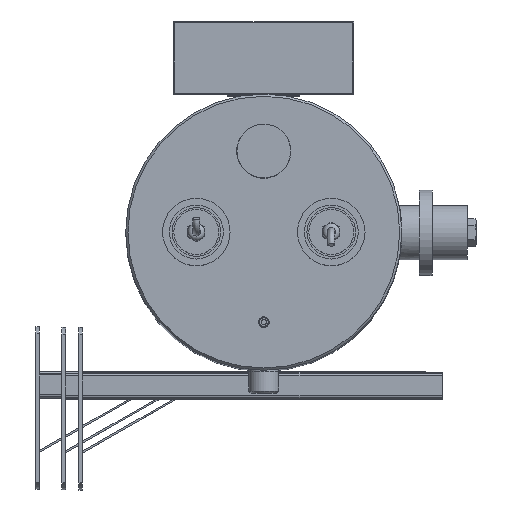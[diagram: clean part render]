
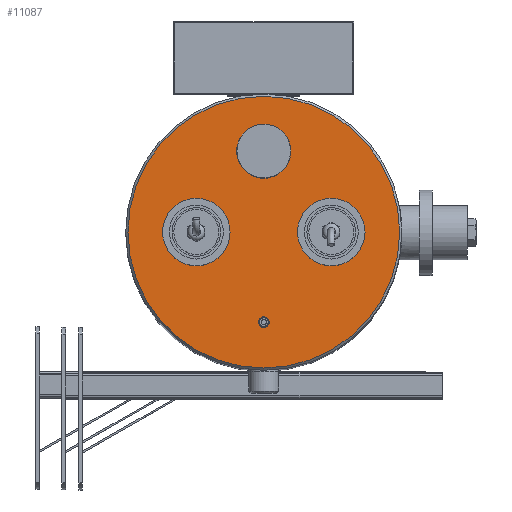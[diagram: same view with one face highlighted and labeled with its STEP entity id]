
A CAD part, top view. The second image highlights one B-rep face of the part: STEP entity #11087.
In plain terms, the highlighted planar face has unit normal (0, 0, 1).
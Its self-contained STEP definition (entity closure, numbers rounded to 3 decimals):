
#1514 = DIRECTION ( 'NONE',  ( -1., 0., 0. ) ) ;
#1721 = CARTESIAN_POINT ( 'NONE',  ( -77.217, 2036.6, 326.37 ) ) ;
#1816 = DIRECTION ( 'NONE',  ( -1., 0., 0. ) ) ;
#2738 = VERTEX_POINT ( 'NONE', #8723 ) ;
#3605 = CARTESIAN_POINT ( 'NONE',  ( -77.217, 2187.6, 326.37 ) ) ;
#3730 = AXIS2_PLACEMENT_3D ( 'NONE', #16170, #22248, #1514 ) ;
#4125 = DIRECTION ( 'NONE',  ( 0., 0., -1. ) ) ;
#4138 = EDGE_CURVE ( 'NONE', #2738, #2738, #15492, .T. ) ;
#4265 = CARTESIAN_POINT ( 'NONE',  ( -152.217, 2036.6, 326.37 ) ) ;
#5590 = FACE_BOUND ( 'NONE', #26650, .T. ) ;
#6998 = CIRCLE ( 'NONE', #8770, 37.5 ) ;
#7121 = EDGE_LOOP ( 'NONE', ( #23194 ) ) ;
#7658 = ORIENTED_EDGE ( 'NONE', *, *, #21092, .T. ) ;
#8009 = ORIENTED_EDGE ( 'NONE', *, *, #9124, .F. ) ;
#8723 = CARTESIAN_POINT ( 'NONE',  ( -189.717, 2036.6, 326.37 ) ) ;
#8770 = AXIS2_PLACEMENT_3D ( 'NONE', #14675, #14274, #18804 ) ;
#9124 = EDGE_CURVE ( 'NONE', #23063, #23063, #15670, .T. ) ;
#10171 = DIRECTION ( 'NONE',  ( 0., 0., 1. ) ) ;
#10383 = DIRECTION ( 'NONE',  ( -1., 0., 0. ) ) ;
#11087 = ADVANCED_FACE ( 'NONE', ( #18114, #26583, #5590, #14023 ), #22564, .F. ) ;
#11289 = EDGE_LOOP ( 'NONE', ( #7658 ) ) ;
#12080 = DIRECTION ( 'NONE',  ( 0., 0., -1. ) ) ;
#13361 = CARTESIAN_POINT ( 'NONE',  ( 73.783, 2036.6, 326.37 ) ) ;
#14023 = FACE_OUTER_BOUND ( 'NONE', #22906, .T. ) ;
#14274 = DIRECTION ( 'NONE',  ( 0., 0., -1. ) ) ;
#14675 = CARTESIAN_POINT ( 'NONE',  ( -2.217, 2036.6, 326.37 ) ) ;
#15217 = AXIS2_PLACEMENT_3D ( 'NONE', #3605, #12080, #1816 ) ;
#15492 = CIRCLE ( 'NONE', #25661, 37.5 ) ;
#15670 = CIRCLE ( 'NONE', #3730, 30.15 ) ;
#16170 = CARTESIAN_POINT ( 'NONE',  ( -77.217, 2126.6, 326.37 ) ) ;
#18114 = FACE_BOUND ( 'NONE', #11289, .T. ) ;
#18804 = DIRECTION ( 'NONE',  ( -1., 0., 0. ) ) ;
#19218 = CIRCLE ( 'NONE', #22767, 151. ) ;
#20299 = EDGE_CURVE ( 'NONE', #22180, #22180, #19218, .T. ) ;
#20795 = DIRECTION ( 'NONE',  ( 1., 0., 0. ) ) ;
#21092 = EDGE_CURVE ( 'NONE', #26475, #26475, #6998, .T. ) ;
#22180 = VERTEX_POINT ( 'NONE', #13361 ) ;
#22248 = DIRECTION ( 'NONE',  ( 0., 0., 1. ) ) ;
#22564 = PLANE ( 'NONE',  #15217 ) ;
#22767 = AXIS2_PLACEMENT_3D ( 'NONE', #1721, #10171, #20795 ) ;
#22906 = EDGE_LOOP ( 'NONE', ( #24636 ) ) ;
#23063 = VERTEX_POINT ( 'NONE', #25279 ) ;
#23194 = ORIENTED_EDGE ( 'NONE', *, *, #4138, .T. ) ;
#24279 = CARTESIAN_POINT ( 'NONE',  ( -39.717, 2036.6, 326.37 ) ) ;
#24636 = ORIENTED_EDGE ( 'NONE', *, *, #20299, .T. ) ;
#25279 = CARTESIAN_POINT ( 'NONE',  ( -107.367, 2126.6, 326.37 ) ) ;
#25661 = AXIS2_PLACEMENT_3D ( 'NONE', #4265, #4125, #10383 ) ;
#26475 = VERTEX_POINT ( 'NONE', #24279 ) ;
#26583 = FACE_BOUND ( 'NONE', #7121, .T. ) ;
#26650 = EDGE_LOOP ( 'NONE', ( #8009 ) ) ;
